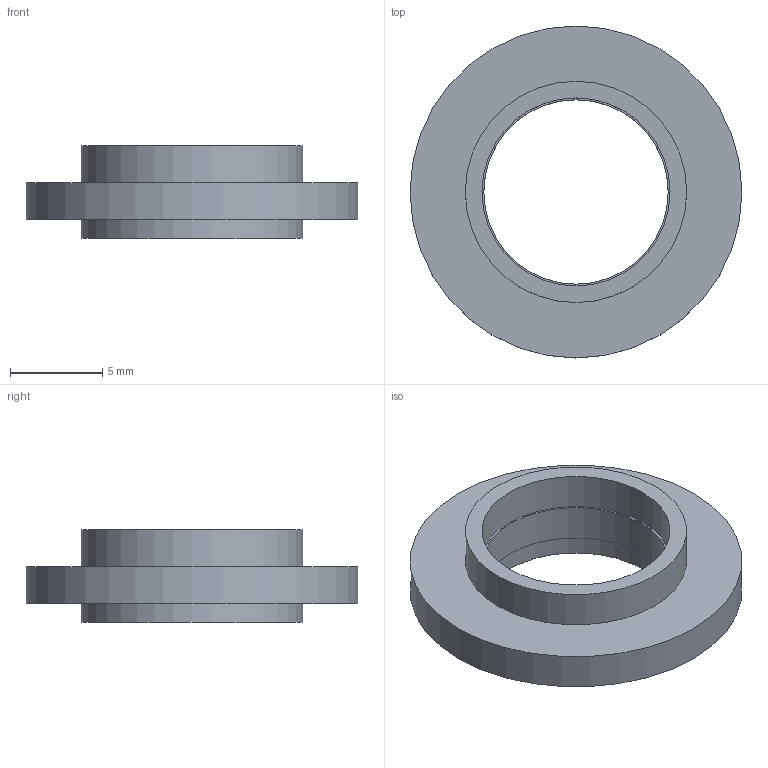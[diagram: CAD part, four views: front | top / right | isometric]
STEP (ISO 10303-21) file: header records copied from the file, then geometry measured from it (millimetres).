
FILE_DESCRIPTION(('FreeCAD Model'),'2;1');
FILE_NAME('Open CASCADE Shape Model','2024-05-17T21:13:03',('Author'),( ''),'Open CASCADE STEP processor 7.6','FreeCAD','Unknown');
FILE_SCHEMA(('AUTOMOTIVE_DESIGN { 1 0 10303 214 1 1 1 1 }'));
Length unit declared in the file: millimetre
Products named in the file (2): Spacing-Ring Main-BTW-Bearings001; Body129
Assembly tree (1 placements, depth 2):
  Spacing-Ring Main-BTW-Bearings001
    Body129
Bounding box: 18 x 18 x 5 mm (x, y, z)
Volume: 449.2 mm3; surface area: 736.4 mm2
Topology: 1 solids, 1 shells, 11 faces, 17 edges, 11 vertices
Faces by surface type: cylinder 6, plane 5
Full cylindrical faces by diameter (mm): 10 x2, 10.2 x1, 12 x2, 18 x1
Entity records: 298 total; most frequent: DIRECTION 54, CARTESIAN_POINT 41, ORIENTED_EDGE 34, AXIS2_PLACEMENT_3D 24, EDGE_CURVE 17, FACE_BOUND 16, EDGE_LOOP 16, ADVANCED_FACE 11
